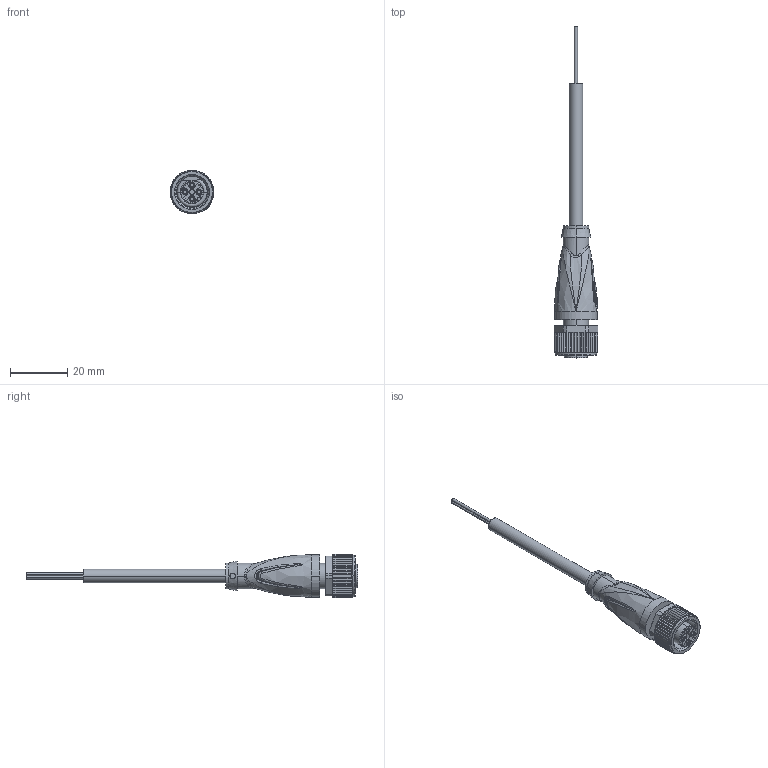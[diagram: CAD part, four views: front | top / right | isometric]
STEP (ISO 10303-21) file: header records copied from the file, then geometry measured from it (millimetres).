
FILE_DESCRIPTION(('STEP AP214'),'1');
FILE_NAME('cctmp_11D9E4F2-C962-42B4-A063-AEEA442194DE_2022_04_27_10_41_23_0092..stp','2022-04-27T08:41:27',('KiM GmbH'),('CADClick - www.CADClick.com'),'Spatial InterOp 3D postprocessed',' ','unknown authorization');
FILE_SCHEMA(('AUTOMOTIVE_DESIGN'));
Length unit declared in the file: millimetre
Products named in the file (7): T193322_1; Connection2; Cable; Connection1; Connection1_2; Connection1_1; T193322
Assembly tree (6 placements, depth 4):
  T193322
    T193322_1
      Connection2
      Cable
      Connection1
        Connection1_2
        Connection1_1
Bounding box: 15.4 x 116.4 x 15.37 mm (x, y, z)
Volume: 6645.8 mm3; surface area: 4838.2 mm2
Topology: 6 solids, 26 shells, 1058 faces, 2704 edges, 1701 vertices
Faces by surface type: plane 498, cylinder 216, torus 167, bspline 113, cone 64
Entity records: 51878 total; most frequent: CARTESIAN_POINT 23408, ORIENTED_EDGE 5344, DIRECTION 5109, EDGE_CURVE 2694, AXIS2_PLACEMENT_3D 1875, VERTEX_POINT 1701, LINE 1359, VECTOR 1359
